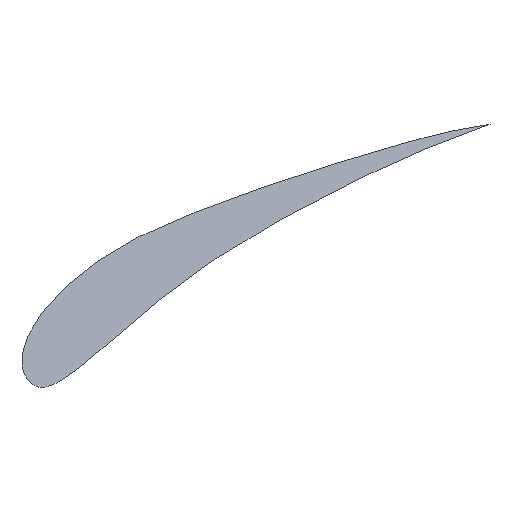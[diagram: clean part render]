
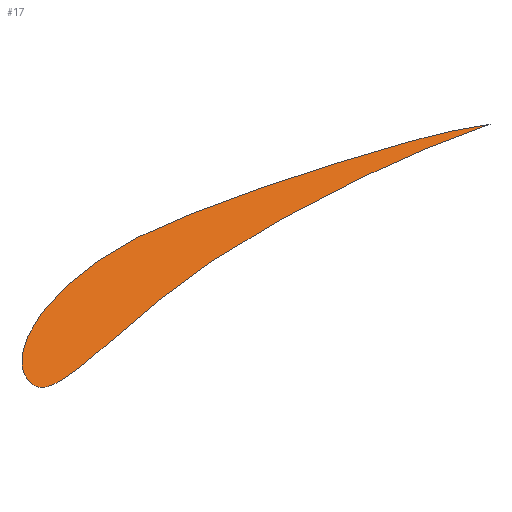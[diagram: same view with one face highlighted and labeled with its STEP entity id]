
A CAD part, isometric view. The second image highlights one B-rep face of the part: STEP entity #17.
In plain terms, the highlighted free-form (B-spline) face has degree [1, 1] with [2, 2] control points.
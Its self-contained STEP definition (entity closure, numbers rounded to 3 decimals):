
#17 = ADVANCED_FACE('',(#18),#108,.F.);
#18 = FACE_BOUND('',#19,.T.);
#19 = EDGE_LOOP('',(#20,#62));
#20 = ORIENTED_EDGE('',*,*,#21,.T.);
#21 = EDGE_CURVE('',#22,#24,#26,.T.);
#22 = VERTEX_POINT('',#23);
#23 = CARTESIAN_POINT('',(1.223,0.,0.));
#24 = VERTEX_POINT('',#25);
#25 = CARTESIAN_POINT('',(0.013,0.045,0.));
#26 = B_SPLINE_CURVE_WITH_KNOTS('',3,(#27,#28,#29,#30,#31,#32,#33,#34,
    #35,#36,#37,#38,#39,#40,#41,#42,#43,#44,#45,#46,#47,#48,#49,#50,#51,
    #52,#53,#54,#55,#56,#57,#58,#59,#60,#61),.UNSPECIFIED.,.F.,.F.,(4,1,
    1,1,1,1,1,1,1,1,1,1,1,1,1,1,1,1,1,1,1,1,1,1,1,1,1,1,1,1,1,1,4),(0.,
    0.002,0.007,0.015,
    0.024,0.036,0.049,
    0.065,0.082,0.102,0.122,
    0.144,0.166,0.188,0.211,
    0.234,0.256,0.278,0.298,
    0.318,0.338,0.356,0.375,
    0.392,0.409,0.425,0.44,
    0.454,0.466,0.478,0.488,
    0.498,0.5),.UNSPECIFIED.);
#27 = CARTESIAN_POINT('',(1.223,0.,0.));
#28 = CARTESIAN_POINT('',(1.223,0.,0.));
#29 = CARTESIAN_POINT('',(1.215,0.004,0.));
#30 = CARTESIAN_POINT('',(1.207,0.009,0.));
#31 = CARTESIAN_POINT('',(1.188,0.019,0.));
#32 = CARTESIAN_POINT('',(1.167,0.031,0.));
#33 = CARTESIAN_POINT('',(1.14,0.044,0.));
#34 = CARTESIAN_POINT('',(1.107,0.056,0.));
#35 = CARTESIAN_POINT('',(1.069,0.07,0.));
#36 = CARTESIAN_POINT('',(1.027,0.084,0.));
#37 = CARTESIAN_POINT('',(0.98,0.099,0.));
#38 = CARTESIAN_POINT('',(0.93,0.115,0.));
#39 = CARTESIAN_POINT('',(0.877,0.13,0.));
#40 = CARTESIAN_POINT('',(0.822,0.146,0.));
#41 = CARTESIAN_POINT('',(0.765,0.161,0.));
#42 = CARTESIAN_POINT('',(0.708,0.174,0.));
#43 = CARTESIAN_POINT('',(0.652,0.187,0.));
#44 = CARTESIAN_POINT('',(0.595,0.197,0.));
#45 = CARTESIAN_POINT('',(0.54,0.206,0.));
#46 = CARTESIAN_POINT('',(0.487,0.211,0.));
#47 = CARTESIAN_POINT('',(0.435,0.213,0.));
#48 = CARTESIAN_POINT('',(0.386,0.211,0.));
#49 = CARTESIAN_POINT('',(0.337,0.206,0.));
#50 = CARTESIAN_POINT('',(0.291,0.198,0.));
#51 = CARTESIAN_POINT('',(0.247,0.187,0.));
#52 = CARTESIAN_POINT('',(0.206,0.174,0.));
#53 = CARTESIAN_POINT('',(0.167,0.16,0.));
#54 = CARTESIAN_POINT('',(0.132,0.144,0.));
#55 = CARTESIAN_POINT('',(0.101,0.126,0.));
#56 = CARTESIAN_POINT('',(0.074,0.108,0.));
#57 = CARTESIAN_POINT('',(0.05,0.089,0.));
#58 = CARTESIAN_POINT('',(0.031,0.07,0.));
#59 = CARTESIAN_POINT('',(0.02,0.055,0.));
#60 = CARTESIAN_POINT('',(0.014,0.047,0.));
#61 = CARTESIAN_POINT('',(0.013,0.045,0.));
#62 = ORIENTED_EDGE('',*,*,#63,.T.);
#63 = EDGE_CURVE('',#24,#22,#64,.T.);
#64 = B_SPLINE_CURVE_WITH_KNOTS('',3,(#65,#66,#67,#68,#69,#70,#71,#72,
    #73,#74,#75,#76,#77,#78,#79,#80,#81,#82,#83,#84,#85,#86,#87,#88,#89,
    #90,#91,#92,#93,#94,#95,#96,#97,#98,#99,#100,#101,#102,#103,#104,
    #105,#106,#107),.UNSPECIFIED.,.F.,.F.,(4,1,1,1,1,1,1,1,1,1,1,1,1,1,1
    ,1,1,1,1,1,1,1,1,1,1,1,1,1,1,1,1,1,1,1,1,1,1,1,1,1,4),(0.5,
    0.506,0.512,0.518,0.519,
    0.52,0.521,0.522,0.522,
    0.523,0.523,0.524,0.524,
    0.525,0.525,0.527,0.528,
    0.534,0.543,0.555,0.57,
    0.587,0.608,0.631,0.657,
    0.686,0.716,0.747,0.778,
    0.808,0.838,0.866,0.892,
    0.916,0.937,0.956,0.971,
    0.984,0.993,0.998,1.),.UNSPECIFIED.);
#65 = CARTESIAN_POINT('',(0.013,0.045,0.));
#66 = CARTESIAN_POINT('',(0.011,0.041,0.));
#67 = CARTESIAN_POINT('',(0.006,0.032,0.));
#68 = CARTESIAN_POINT('',(0.001,0.017,0.));
#69 = CARTESIAN_POINT('',(0.,0.005,0.));
#70 = CARTESIAN_POINT('',(0.,-0.002,0.));
#71 = CARTESIAN_POINT('',(0.001,-0.004,0.));
#72 = CARTESIAN_POINT('',(0.002,-0.007,0.));
#73 = CARTESIAN_POINT('',(0.003,-0.009,0.));
#74 = CARTESIAN_POINT('',(0.004,-0.01,0.));
#75 = CARTESIAN_POINT('',(0.004,-0.011,0.));
#76 = CARTESIAN_POINT('',(0.005,-0.011,0.));
#77 = CARTESIAN_POINT('',(0.006,-0.012,0.));
#78 = CARTESIAN_POINT('',(0.006,-0.013,0.));
#79 = CARTESIAN_POINT('',(0.008,-0.013,0.));
#80 = CARTESIAN_POINT('',(0.01,-0.014,0.));
#81 = CARTESIAN_POINT('',(0.013,-0.016,0.));
#82 = CARTESIAN_POINT('',(0.02,-0.017,0.));
#83 = CARTESIAN_POINT('',(0.034,-0.02,0.));
#84 = CARTESIAN_POINT('',(0.057,-0.02,0.));
#85 = CARTESIAN_POINT('',(0.088,-0.017,0.));
#86 = CARTESIAN_POINT('',(0.126,-0.012,0.));
#87 = CARTESIAN_POINT('',(0.17,-0.004,0.));
#88 = CARTESIAN_POINT('',(0.222,0.007,0.));
#89 = CARTESIAN_POINT('',(0.281,0.02,0.));
#90 = CARTESIAN_POINT('',(0.347,0.033,0.));
#91 = CARTESIAN_POINT('',(0.419,0.044,0.));
#92 = CARTESIAN_POINT('',(0.496,0.053,0.));
#93 = CARTESIAN_POINT('',(0.574,0.058,0.));
#94 = CARTESIAN_POINT('',(0.654,0.06,0.));
#95 = CARTESIAN_POINT('',(0.732,0.06,0.));
#96 = CARTESIAN_POINT('',(0.808,0.058,0.));
#97 = CARTESIAN_POINT('',(0.879,0.053,0.));
#98 = CARTESIAN_POINT('',(0.946,0.047,0.));
#99 = CARTESIAN_POINT('',(1.007,0.04,0.));
#100 = CARTESIAN_POINT('',(1.062,0.032,0.));
#101 = CARTESIAN_POINT('',(1.109,0.024,0.));
#102 = CARTESIAN_POINT('',(1.149,0.017,0.));
#103 = CARTESIAN_POINT('',(1.179,0.011,0.));
#104 = CARTESIAN_POINT('',(1.203,0.005,0.));
#105 = CARTESIAN_POINT('',(1.214,0.003,0.));
#106 = CARTESIAN_POINT('',(1.223,0.,0.));
#107 = CARTESIAN_POINT('',(1.223,0.,0.));
#108 = B_SPLINE_SURFACE_WITH_KNOTS('',1,1,(
    (#109,#110)
    ,(#111,#112
    )),.UNSPECIFIED.,.F.,.F.,.F.,(2,2),(2,2),(-0.989,
    0.011),(-0.053,0.137),
  .PIECEWISE_BEZIER_KNOTS.);
#109 = CARTESIAN_POINT('',(1.223,-0.02,0.));
#110 = CARTESIAN_POINT('',(1.223,0.213,0.));
#111 = CARTESIAN_POINT('',(0.,-0.02,0.));
#112 = CARTESIAN_POINT('',(0.,0.213,0.));
